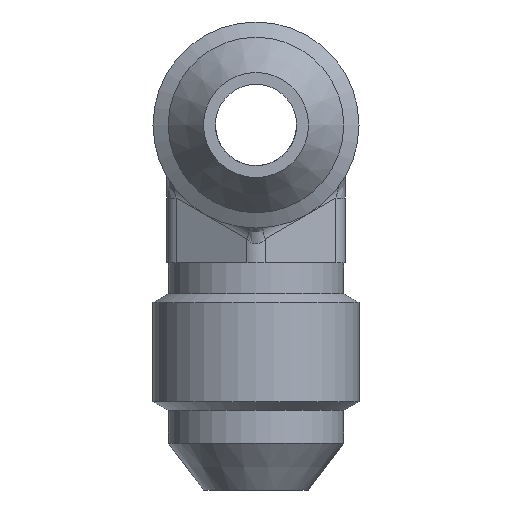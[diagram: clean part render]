
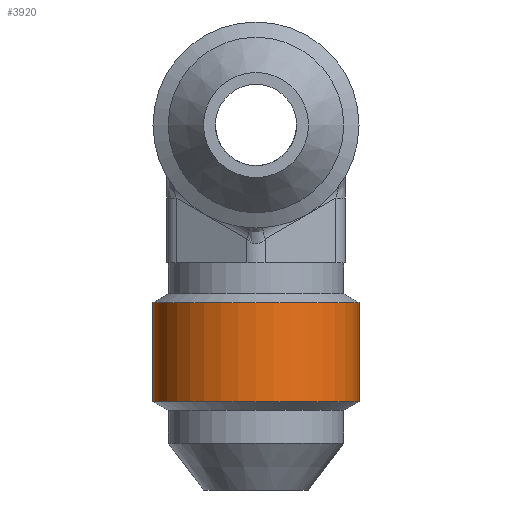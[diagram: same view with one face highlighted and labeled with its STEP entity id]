
A CAD part, left-side view. The second image highlights one B-rep face of the part: STEP entity #3920.
In plain terms, the highlighted cylindrical face has radius 6.35 mm (diameter 12.7 mm), a full revolution.
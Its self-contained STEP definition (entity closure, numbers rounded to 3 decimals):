
#72=CIRCLE('',#4172,6.35);
#74=CIRCLE('',#4175,6.35);
#105=CYLINDRICAL_SURFACE('',#4174,6.35);
#478=FACE_OUTER_BOUND('',#715,.T.);
#715=EDGE_LOOP('',(#3612,#3613,#3614,#3615));
#1123=LINE('',#6940,#1524);
#1524=VECTOR('',#5030,6.35);
#1977=VERTEX_POINT('',#6932);
#1979=VERTEX_POINT('',#6938);
#2530=EDGE_CURVE('',#1977,#1977,#72,.T.);
#2533=EDGE_CURVE('',#1979,#1979,#74,.T.);
#2534=EDGE_CURVE('',#1979,#1977,#1123,.T.);
#3612=ORIENTED_EDGE('',*,*,#2533,.F.);
#3613=ORIENTED_EDGE('',*,*,#2534,.T.);
#3614=ORIENTED_EDGE('',*,*,#2530,.T.);
#3615=ORIENTED_EDGE('',*,*,#2534,.F.);
#3920=ADVANCED_FACE('',(#478),#105,.T.);
#4172=AXIS2_PLACEMENT_3D('',#6933,#5021,#5022);
#4174=AXIS2_PLACEMENT_3D('',#6937,#5026,#5027);
#4175=AXIS2_PLACEMENT_3D('',#6939,#5028,#5029);
#5021=DIRECTION('center_axis',(0.,0.,-1.));
#5022=DIRECTION('ref_axis',(0.,1.,0.));
#5026=DIRECTION('center_axis',(0.,0.,-1.));
#5027=DIRECTION('ref_axis',(0.,1.,0.));
#5028=DIRECTION('center_axis',(0.,0.,-1.));
#5029=DIRECTION('ref_axis',(0.,1.,0.));
#5030=DIRECTION('',(0.,0.,1.));
#6932=CARTESIAN_POINT('',(0.,-6.35,-10.948));
#6933=CARTESIAN_POINT('Origin',(0.,0.,-10.948));
#6937=CARTESIAN_POINT('Origin',(0.,0.,-14.002));
#6938=CARTESIAN_POINT('',(0.,-6.35,-17.055));
#6939=CARTESIAN_POINT('Origin',(0.,0.,-17.055));
#6940=CARTESIAN_POINT('',(0.,-6.35,-14.002));
